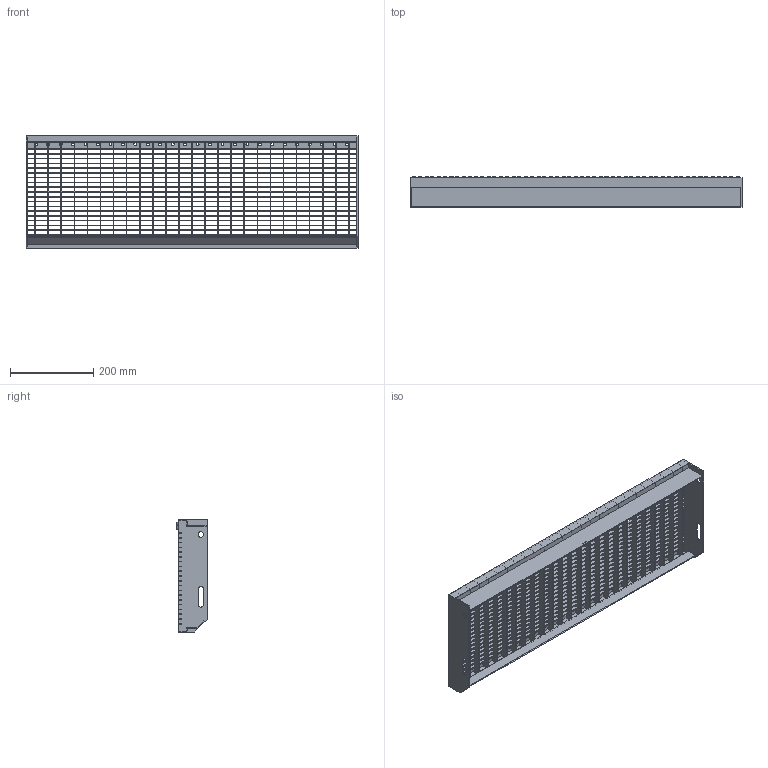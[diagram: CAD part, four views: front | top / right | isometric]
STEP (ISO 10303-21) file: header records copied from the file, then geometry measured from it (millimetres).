
FILE_DESCRIPTION (( 'STEP AP203' ), '1' );
FILE_NAME ('40.802731.7.step', '2015-10-04T07:13:45', ( '' ), ( '' ), 'SwSTEP 2.0', 'SolidWorks 2015', '' );
FILE_SCHEMA (( 'CONFIG_CONTROL_DESIGN' ));
Length unit declared in the file: millimetre
Products named in the file (1): 40.802731.7
Bounding box: 800 x 72.67 x 270 mm (x, y, z)
Volume: 807586.2 mm3; surface area: 981901.4 mm2
Topology: 37 solids, 37 shells, 878 faces, 2192 edges, 1444 vertices
Faces by surface type: plane 568, cylinder 116, cone 106, bspline 88
Entity records: 31205 total; most frequent: CARTESIAN_POINT 10075, ORIENTED_EDGE 4384, DIRECTION 4058, EDGE_CURVE 2192, LINE 1556, VECTOR 1556, VERTEX_POINT 1444, AXIS2_PLACEMENT_3D 1251
